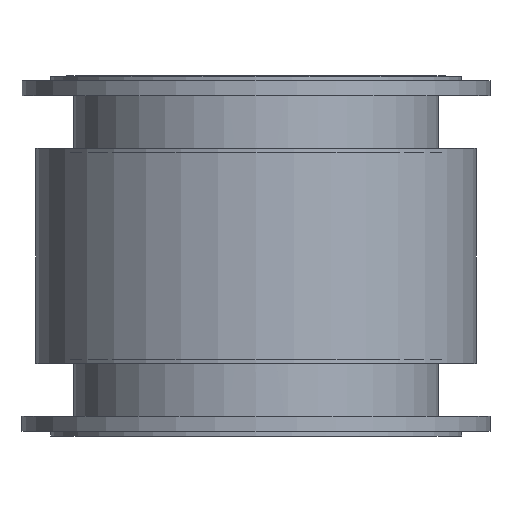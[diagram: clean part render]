
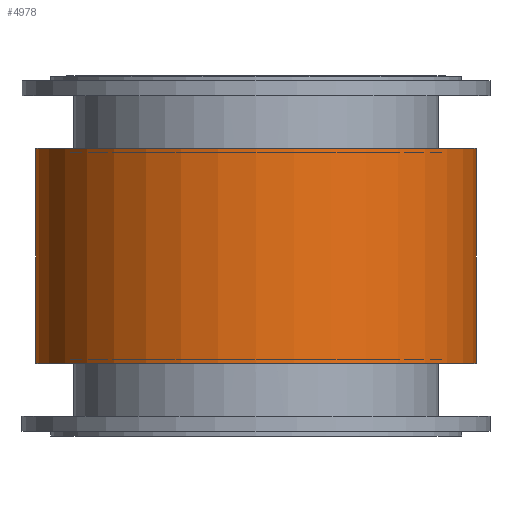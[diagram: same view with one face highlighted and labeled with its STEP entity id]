
A CAD part, front view. The second image highlights one B-rep face of the part: STEP entity #4978.
In plain terms, the highlighted cylindrical face has radius 367 mm (diameter 734 mm), a full revolution.
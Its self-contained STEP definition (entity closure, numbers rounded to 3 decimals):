
#189=B_SPLINE_CURVE_WITH_KNOTS('',3,(#7538,#7539,#7540,#7541,#7542,#7543,
#7544,#7545,#7546,#7547,#7548,#7549,#7550,#7551,#7552,#7553,#7554,#7555,
#7556,#7557,#7558,#7559,#7560,#7561,#7562,#7563,#7564,#7565,#7566,#7567,
#7568,#7569,#7570,#7571),.UNSPECIFIED.,.F.,.F.,(4,2,2,2,2,2,2,2,2,2,2,2,
2,2,2,2,4),(0.,0.377,0.754,1.13,1.507,
1.884,2.261,2.637,3.014,3.391,
3.768,4.144,4.521,4.898,5.275,
5.652,6.028),.UNSPECIFIED.);
#190=B_SPLINE_CURVE_WITH_KNOTS('',3,(#7572,#7573,#7574,#7575,#7576,#7577,
#7578,#7579,#7580,#7581,#7582,#7583,#7584,#7585,#7586,#7587,#7588,#7589,
#7590,#7591,#7592,#7593,#7594,#7595,#7596,#7597,#7598,#7599,#7600,#7601,
#7602,#7603,#7604,#7605),.UNSPECIFIED.,.F.,.F.,(4,2,2,2,2,2,2,2,2,2,2,2,
2,2,2,2,4),(6.028,6.405,6.782,7.159,
7.535,7.912,8.289,8.666,9.042,
9.419,9.796,10.173,10.549,10.926,
11.303,11.68,12.057),.UNSPECIFIED.);
#214=FACE_BOUND('',#750,.T.);
#448=FACE_OUTER_BOUND('',#749,.T.);
#749=EDGE_LOOP('',(#3171,#3172,#3173,#3174));
#750=EDGE_LOOP('',(#3175,#3176));
#1173=LINE('',#7614,#1415);
#1415=VECTOR('',#5975,367.);
#1661=CIRCLE('',#5305,367.);
#1662=CIRCLE('',#5308,367.);
#1994=VERTEX_POINT('',#7535);
#1995=VERTEX_POINT('',#7537);
#1996=VERTEX_POINT('',#7607);
#1997=VERTEX_POINT('',#7612);
#2452=EDGE_CURVE('',#1995,#1994,#189,.T.);
#2453=EDGE_CURVE('',#1994,#1995,#190,.T.);
#2454=EDGE_CURVE('',#1996,#1996,#1661,.T.);
#2456=EDGE_CURVE('',#1997,#1997,#1662,.T.);
#2457=EDGE_CURVE('',#1997,#1996,#1173,.T.);
#3171=ORIENTED_EDGE('',*,*,#2456,.F.);
#3172=ORIENTED_EDGE('',*,*,#2457,.T.);
#3173=ORIENTED_EDGE('',*,*,#2454,.F.);
#3174=ORIENTED_EDGE('',*,*,#2457,.F.);
#3175=ORIENTED_EDGE('',*,*,#2452,.T.);
#3176=ORIENTED_EDGE('',*,*,#2453,.T.);
#4535=CYLINDRICAL_SURFACE('',#5307,367.);
#4978=ADVANCED_FACE('',(#448,#214),#4535,.T.);
#5305=AXIS2_PLACEMENT_3D('',#7608,#5966,#5967);
#5307=AXIS2_PLACEMENT_3D('',#7611,#5971,#5972);
#5308=AXIS2_PLACEMENT_3D('',#7613,#5973,#5974);
#5966=DIRECTION('center_axis',(0.,0.,-1.));
#5967=DIRECTION('ref_axis',(1.,0.,0.));
#5971=DIRECTION('center_axis',(0.,0.,1.));
#5972=DIRECTION('ref_axis',(1.,0.,0.));
#5973=DIRECTION('center_axis',(0.,0.,1.));
#5974=DIRECTION('ref_axis',(1.,0.,0.));
#5975=DIRECTION('',(0.,0.,-1.));
#7535=CARTESIAN_POINT('',(2.037,370.426,0.));
#7537=CARTESIAN_POINT('',(-37.963,370.426,0.));
#7538=CARTESIAN_POINT('Ctrl Pts',(-37.963,370.426,0.));
#7539=CARTESIAN_POINT('Ctrl Pts',(-37.963,370.426,-1.256));
#7540=CARTESIAN_POINT('Ctrl Pts',(-37.843,370.433,-2.555));
#7541=CARTESIAN_POINT('Ctrl Pts',(-37.336,370.46,-5.138));
#7542=CARTESIAN_POINT('Ctrl Pts',(-36.95,370.48,-6.422));
#7543=CARTESIAN_POINT('Ctrl Pts',(-35.93,370.532,-8.886));
#7544=CARTESIAN_POINT('Ctrl Pts',(-35.294,370.563,-10.067));
#7545=CARTESIAN_POINT('Ctrl Pts',(-33.826,370.629,-12.251));
#7546=CARTESIAN_POINT('Ctrl Pts',(-32.993,370.664,-13.254));
#7547=CARTESIAN_POINT('Ctrl Pts',(-31.217,370.733,-15.03));
#7548=CARTESIAN_POINT('Ctrl Pts',(-30.214,370.768,-15.863));
#7549=CARTESIAN_POINT('Ctrl Pts',(-28.03,370.835,-17.332));
#7550=CARTESIAN_POINT('Ctrl Pts',(-26.849,370.866,-17.967));
#7551=CARTESIAN_POINT('Ctrl Pts',(-24.385,370.917,-18.988));
#7552=CARTESIAN_POINT('Ctrl Pts',(-23.101,370.938,-19.374));
#7553=CARTESIAN_POINT('Ctrl Pts',(-20.517,370.965,-19.88));
#7554=CARTESIAN_POINT('Ctrl Pts',(-19.219,370.971,-20.));
#7555=CARTESIAN_POINT('Ctrl Pts',(-16.707,370.971,-20.));
#7556=CARTESIAN_POINT('Ctrl Pts',(-15.408,370.965,-19.88));
#7557=CARTESIAN_POINT('Ctrl Pts',(-12.825,370.938,-19.374));
#7558=CARTESIAN_POINT('Ctrl Pts',(-11.54,370.917,-18.988));
#7559=CARTESIAN_POINT('Ctrl Pts',(-9.077,370.866,-17.967));
#7560=CARTESIAN_POINT('Ctrl Pts',(-7.896,370.835,-17.332));
#7561=CARTESIAN_POINT('Ctrl Pts',(-5.711,370.768,-15.863));
#7562=CARTESIAN_POINT('Ctrl Pts',(-4.708,370.733,-15.03));
#7563=CARTESIAN_POINT('Ctrl Pts',(-2.933,370.664,-13.254));
#7564=CARTESIAN_POINT('Ctrl Pts',(-2.1,370.629,-12.251));
#7565=CARTESIAN_POINT('Ctrl Pts',(-0.631,370.563,-10.067));
#7566=CARTESIAN_POINT('Ctrl Pts',(0.004,370.532,
-8.886));
#7567=CARTESIAN_POINT('Ctrl Pts',(1.025,370.48,-6.422));
#7568=CARTESIAN_POINT('Ctrl Pts',(1.411,370.46,-5.138));
#7569=CARTESIAN_POINT('Ctrl Pts',(1.917,370.433,-2.555));
#7570=CARTESIAN_POINT('Ctrl Pts',(2.037,370.426,-1.256));
#7571=CARTESIAN_POINT('Ctrl Pts',(2.037,370.426,0.));
#7572=CARTESIAN_POINT('Ctrl Pts',(2.037,370.426,0.));
#7573=CARTESIAN_POINT('Ctrl Pts',(2.037,370.426,1.256));
#7574=CARTESIAN_POINT('Ctrl Pts',(1.917,370.433,2.555));
#7575=CARTESIAN_POINT('Ctrl Pts',(1.411,370.46,5.138));
#7576=CARTESIAN_POINT('Ctrl Pts',(1.025,370.48,6.422));
#7577=CARTESIAN_POINT('Ctrl Pts',(0.004,370.532,
8.886));
#7578=CARTESIAN_POINT('Ctrl Pts',(-0.631,370.563,10.067));
#7579=CARTESIAN_POINT('Ctrl Pts',(-2.1,370.629,12.251));
#7580=CARTESIAN_POINT('Ctrl Pts',(-2.933,370.664,13.254));
#7581=CARTESIAN_POINT('Ctrl Pts',(-4.708,370.733,15.03));
#7582=CARTESIAN_POINT('Ctrl Pts',(-5.711,370.768,15.863));
#7583=CARTESIAN_POINT('Ctrl Pts',(-7.896,370.835,17.332));
#7584=CARTESIAN_POINT('Ctrl Pts',(-9.077,370.866,17.967));
#7585=CARTESIAN_POINT('Ctrl Pts',(-11.54,370.917,18.988));
#7586=CARTESIAN_POINT('Ctrl Pts',(-12.825,370.938,19.374));
#7587=CARTESIAN_POINT('Ctrl Pts',(-15.408,370.965,19.88));
#7588=CARTESIAN_POINT('Ctrl Pts',(-16.707,370.971,20.));
#7589=CARTESIAN_POINT('Ctrl Pts',(-19.219,370.971,20.));
#7590=CARTESIAN_POINT('Ctrl Pts',(-20.517,370.965,19.88));
#7591=CARTESIAN_POINT('Ctrl Pts',(-23.101,370.938,19.374));
#7592=CARTESIAN_POINT('Ctrl Pts',(-24.385,370.917,18.988));
#7593=CARTESIAN_POINT('Ctrl Pts',(-26.849,370.866,17.967));
#7594=CARTESIAN_POINT('Ctrl Pts',(-28.03,370.835,17.332));
#7595=CARTESIAN_POINT('Ctrl Pts',(-30.214,370.768,15.863));
#7596=CARTESIAN_POINT('Ctrl Pts',(-31.217,370.733,15.03));
#7597=CARTESIAN_POINT('Ctrl Pts',(-32.993,370.664,13.254));
#7598=CARTESIAN_POINT('Ctrl Pts',(-33.826,370.629,12.251));
#7599=CARTESIAN_POINT('Ctrl Pts',(-35.294,370.563,10.067));
#7600=CARTESIAN_POINT('Ctrl Pts',(-35.93,370.532,8.886));
#7601=CARTESIAN_POINT('Ctrl Pts',(-36.95,370.48,6.422));
#7602=CARTESIAN_POINT('Ctrl Pts',(-37.336,370.46,5.138));
#7603=CARTESIAN_POINT('Ctrl Pts',(-37.843,370.433,2.555));
#7604=CARTESIAN_POINT('Ctrl Pts',(-37.963,370.426,1.256));
#7605=CARTESIAN_POINT('Ctrl Pts',(-37.963,370.426,0.));
#7607=CARTESIAN_POINT('',(-384.963,3.971,-178.5));
#7608=CARTESIAN_POINT('Origin',(-17.963,3.971,-178.5));
#7611=CARTESIAN_POINT('Origin',(-17.963,3.971,0.));
#7612=CARTESIAN_POINT('',(-384.963,3.971,178.5));
#7613=CARTESIAN_POINT('Origin',(-17.963,3.971,178.5));
#7614=CARTESIAN_POINT('',(-384.963,3.971,0.));
